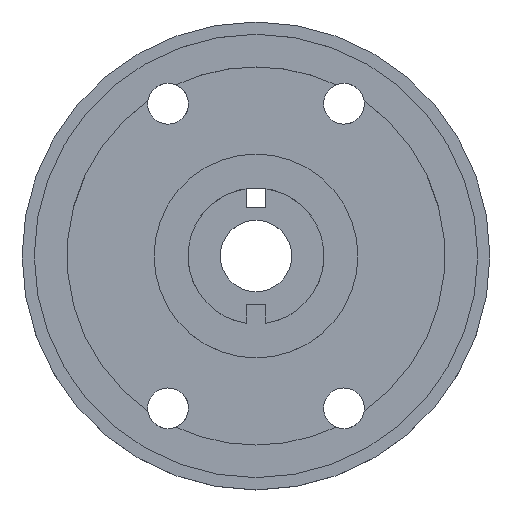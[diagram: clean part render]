
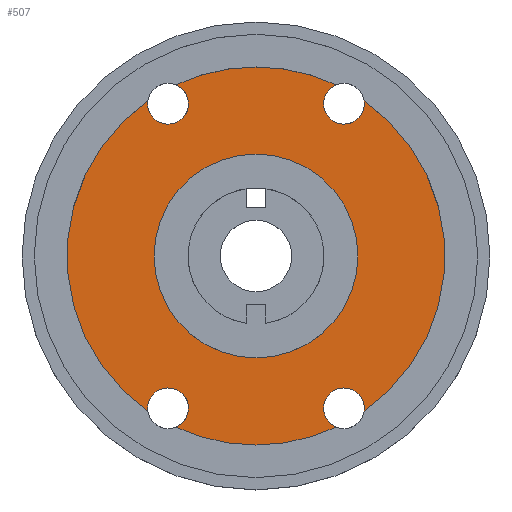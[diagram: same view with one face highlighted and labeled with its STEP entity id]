
A CAD part, top view. The second image highlights one B-rep face of the part: STEP entity #507.
In plain terms, the highlighted planar face has unit normal (0, 0, 1).
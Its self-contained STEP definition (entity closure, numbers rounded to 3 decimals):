
#19=FACE_BOUND('',#91,.T.);
#36=PLANE('',#582);
#61=FACE_OUTER_BOUND('',#90,.T.);
#90=EDGE_LOOP('',(#448,#449,#450,#451,#452,#453,#454,#455,#456,#457,#458,
#459));
#91=EDGE_LOOP('',(#460));
#172=CIRCLE('',#525,2.);
#174=CIRCLE('',#527,2.);
#176=CIRCLE('',#530,2.);
#178=CIRCLE('',#532,2.);
#180=CIRCLE('',#535,2.);
#182=CIRCLE('',#537,2.);
#184=CIRCLE('',#540,2.);
#186=CIRCLE('',#542,2.);
#192=CIRCLE('',#550,18.542);
#193=CIRCLE('',#552,18.542);
#194=CIRCLE('',#554,18.542);
#195=CIRCLE('',#556,18.542);
#203=CIRCLE('',#574,10.);
#208=VERTEX_POINT('',#748);
#209=VERTEX_POINT('',#750);
#212=VERTEX_POINT('',#756);
#214=VERTEX_POINT('',#762);
#215=VERTEX_POINT('',#764);
#218=VERTEX_POINT('',#770);
#220=VERTEX_POINT('',#776);
#221=VERTEX_POINT('',#778);
#224=VERTEX_POINT('',#784);
#226=VERTEX_POINT('',#790);
#227=VERTEX_POINT('',#792);
#230=VERTEX_POINT('',#798);
#251=VERTEX_POINT('',#873);
#257=EDGE_CURVE('',#209,#208,#172,.T.);
#261=EDGE_CURVE('',#208,#212,#174,.T.);
#264=EDGE_CURVE('',#215,#214,#176,.T.);
#268=EDGE_CURVE('',#214,#218,#178,.T.);
#271=EDGE_CURVE('',#221,#220,#180,.T.);
#275=EDGE_CURVE('',#220,#224,#182,.T.);
#278=EDGE_CURVE('',#227,#226,#184,.T.);
#282=EDGE_CURVE('',#226,#230,#186,.T.);
#288=EDGE_CURVE('',#224,#227,#192,.T.);
#289=EDGE_CURVE('',#230,#215,#193,.T.);
#290=EDGE_CURVE('',#218,#209,#194,.T.);
#291=EDGE_CURVE('',#212,#221,#195,.T.);
#321=EDGE_CURVE('',#251,#251,#203,.T.);
#448=ORIENTED_EDGE('',*,*,#257,.T.);
#449=ORIENTED_EDGE('',*,*,#261,.T.);
#450=ORIENTED_EDGE('',*,*,#291,.T.);
#451=ORIENTED_EDGE('',*,*,#271,.T.);
#452=ORIENTED_EDGE('',*,*,#275,.T.);
#453=ORIENTED_EDGE('',*,*,#288,.T.);
#454=ORIENTED_EDGE('',*,*,#278,.T.);
#455=ORIENTED_EDGE('',*,*,#282,.T.);
#456=ORIENTED_EDGE('',*,*,#289,.T.);
#457=ORIENTED_EDGE('',*,*,#264,.T.);
#458=ORIENTED_EDGE('',*,*,#268,.T.);
#459=ORIENTED_EDGE('',*,*,#290,.T.);
#460=ORIENTED_EDGE('',*,*,#321,.T.);
#507=ADVANCED_FACE('',(#61,#19),#36,.T.);
#525=AXIS2_PLACEMENT_3D('',#751,#591,#592);
#527=AXIS2_PLACEMENT_3D('',#758,#597,#598);
#530=AXIS2_PLACEMENT_3D('',#765,#604,#605);
#532=AXIS2_PLACEMENT_3D('',#772,#610,#611);
#535=AXIS2_PLACEMENT_3D('',#779,#617,#618);
#537=AXIS2_PLACEMENT_3D('',#786,#623,#624);
#540=AXIS2_PLACEMENT_3D('',#793,#630,#631);
#542=AXIS2_PLACEMENT_3D('',#800,#636,#637);
#550=AXIS2_PLACEMENT_3D('',#809,#652,#653);
#552=AXIS2_PLACEMENT_3D('',#811,#656,#657);
#554=AXIS2_PLACEMENT_3D('',#813,#660,#661);
#556=AXIS2_PLACEMENT_3D('',#815,#664,#665);
#574=AXIS2_PLACEMENT_3D('',#875,#722,#723);
#582=AXIS2_PLACEMENT_3D('',#888,#740,#741);
#591=DIRECTION('center_axis',(0.,0.,-1.));
#592=DIRECTION('ref_axis',(1.,0.,0.));
#597=DIRECTION('center_axis',(0.,0.,-1.));
#598=DIRECTION('ref_axis',(1.,0.,0.));
#604=DIRECTION('center_axis',(0.,0.,-1.));
#605=DIRECTION('ref_axis',(1.,0.,0.));
#610=DIRECTION('center_axis',(0.,0.,-1.));
#611=DIRECTION('ref_axis',(1.,0.,0.));
#617=DIRECTION('center_axis',(0.,0.,-1.));
#618=DIRECTION('ref_axis',(1.,0.,0.));
#623=DIRECTION('center_axis',(0.,0.,-1.));
#624=DIRECTION('ref_axis',(1.,0.,0.));
#630=DIRECTION('center_axis',(0.,0.,-1.));
#631=DIRECTION('ref_axis',(1.,0.,0.));
#636=DIRECTION('center_axis',(0.,0.,-1.));
#637=DIRECTION('ref_axis',(1.,0.,0.));
#652=DIRECTION('center_axis',(0.,0.,1.));
#653=DIRECTION('ref_axis',(-1.,0.,0.));
#656=DIRECTION('center_axis',(0.,0.,1.));
#657=DIRECTION('ref_axis',(-1.,0.,0.));
#660=DIRECTION('center_axis',(0.,0.,1.));
#661=DIRECTION('ref_axis',(-1.,0.,0.));
#664=DIRECTION('center_axis',(0.,0.,1.));
#665=DIRECTION('ref_axis',(-1.,0.,0.));
#722=DIRECTION('center_axis',(0.,0.,-1.));
#723=DIRECTION('ref_axis',(1.,0.,0.));
#740=DIRECTION('center_axis',(0.,0.,1.));
#741=DIRECTION('ref_axis',(1.,0.,0.));
#748=CARTESIAN_POINT('',(6.625,14.939,1.));
#750=CARTESIAN_POINT('',(10.607,15.209,1.));
#751=CARTESIAN_POINT('Origin',(8.625,14.939,1.));
#756=CARTESIAN_POINT('',(7.868,16.79,1.));
#758=CARTESIAN_POINT('Origin',(8.625,14.939,1.));
#762=CARTESIAN_POINT('',(6.625,-14.939,1.));
#764=CARTESIAN_POINT('',(7.868,-16.79,1.));
#765=CARTESIAN_POINT('Origin',(8.625,-14.939,1.));
#770=CARTESIAN_POINT('',(10.607,-15.209,1.));
#772=CARTESIAN_POINT('Origin',(8.625,-14.939,1.));
#776=CARTESIAN_POINT('',(-10.625,14.939,1.));
#778=CARTESIAN_POINT('',(-7.868,16.79,1.));
#779=CARTESIAN_POINT('Origin',(-8.625,14.939,1.));
#784=CARTESIAN_POINT('',(-10.607,15.209,1.));
#786=CARTESIAN_POINT('Origin',(-8.625,14.939,1.));
#790=CARTESIAN_POINT('',(-10.625,-14.939,1.));
#792=CARTESIAN_POINT('',(-10.607,-15.209,1.));
#793=CARTESIAN_POINT('Origin',(-8.625,-14.939,1.));
#798=CARTESIAN_POINT('',(-7.868,-16.79,1.));
#800=CARTESIAN_POINT('Origin',(-8.625,-14.939,1.));
#809=CARTESIAN_POINT('Origin',(0.,0.,1.));
#811=CARTESIAN_POINT('Origin',(0.,0.,1.));
#813=CARTESIAN_POINT('Origin',(0.,0.,1.));
#815=CARTESIAN_POINT('Origin',(0.,0.,1.));
#873=CARTESIAN_POINT('',(-10.,0.,1.));
#875=CARTESIAN_POINT('Origin',(0.,0.,1.));
#888=CARTESIAN_POINT('Origin',(0.,0.,1.));
